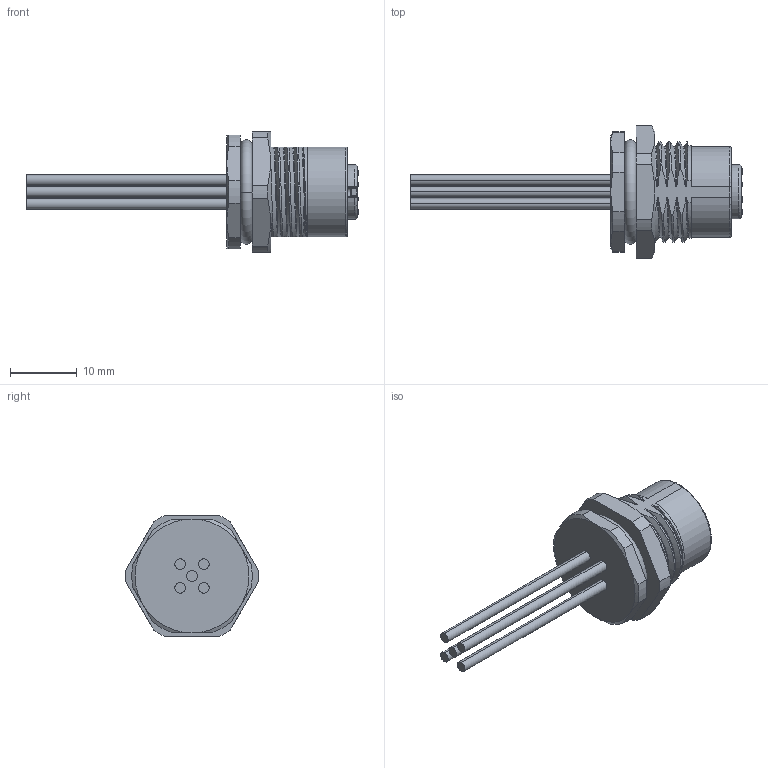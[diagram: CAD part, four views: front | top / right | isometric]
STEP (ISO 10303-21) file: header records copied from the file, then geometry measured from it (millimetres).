
FILE_DESCRIPTION((''),'2;1');
FILE_NAME('237156_SM01_ASM','2024-06-04T09:19:16',('banengservice'),('BANNER ENGINEERING'),'CREO PARAMETRIC BY PTC INC, 2022414','CREO PARAMETRIC BY PTC INC, 2022414','');
FILE_SCHEMA(('CONFIG_CONTROL_DESIGN'));
Length unit declared in the file: millimetre
Products named in the file (2): 237156_EP01; 237156_SM01_ASM
Assembly tree (1 placements, depth 2):
  237156_SM01_ASM
    237156_EP01
Bounding box: 49.6 x 19.79 x 18 mm (x, y, z)
Volume: 3240.1 mm3; surface area: 3836.8 mm2
Topology: 1 solids, 1 shells, 398 faces, 1123 edges, 734 vertices
Faces by surface type: plane 138, cylinder 116, cone 54, bspline 43, extrusion 30, torus 17
Entity records: 18131 total; most frequent: CARTESIAN_POINT 8187, ORIENTED_EDGE 2226, DIRECTION 1827, EDGE_CURVE 1113, VERTEX_POINT 734, AXIS2_PLACEMENT_3D 641, VECTOR 545, LINE 515
